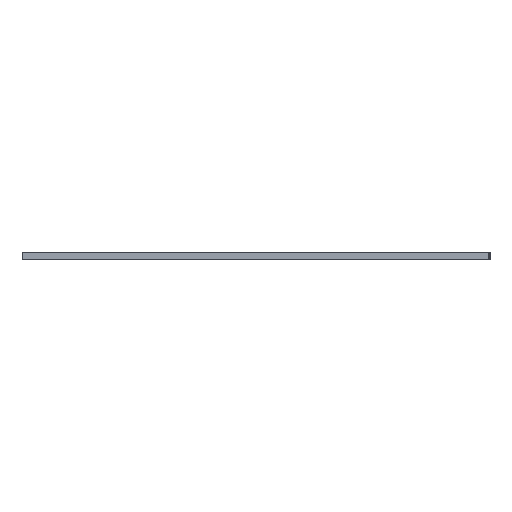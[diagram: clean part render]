
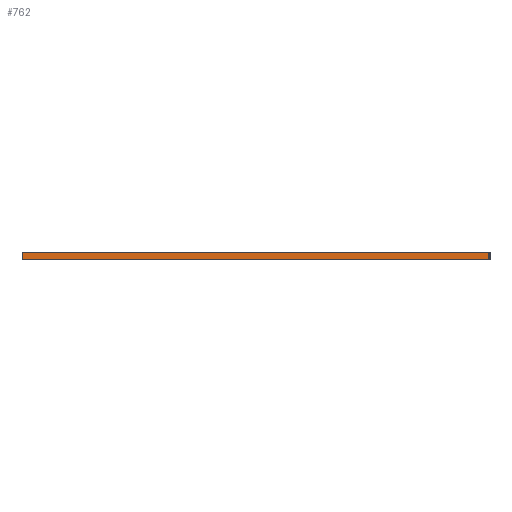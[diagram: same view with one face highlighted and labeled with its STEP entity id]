
A CAD part, front view. The second image highlights one B-rep face of the part: STEP entity #762.
In plain terms, the highlighted planar face has unit normal (0, -1, 0).
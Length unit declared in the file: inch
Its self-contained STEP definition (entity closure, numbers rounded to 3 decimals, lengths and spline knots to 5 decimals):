
#63=FACE_OUTER_BOUND('',#118,.T.);
#118=EDGE_LOOP('',(#621,#622,#623,#624));
#188=LINE('',#1122,#257);
#204=LINE('',#1196,#273);
#207=LINE('',#1202,#276);
#230=LINE('',#1288,#299);
#257=VECTOR('',#889,0.3937);
#273=VECTOR('',#949,0.3937);
#276=VECTOR('',#954,0.3937);
#299=VECTOR('',#1035,0.3937);
#326=VERTEX_POINT('',#1120);
#327=VERTEX_POINT('',#1121);
#363=VERTEX_POINT('',#1195);
#365=VERTEX_POINT('',#1201);
#400=EDGE_CURVE('',#326,#327,#188,.T.);
#437=EDGE_CURVE('',#327,#363,#204,.T.);
#440=EDGE_CURVE('',#363,#365,#207,.T.);
#484=EDGE_CURVE('',#365,#326,#230,.T.);
#621=ORIENTED_EDGE('',*,*,#440,.F.);
#622=ORIENTED_EDGE('',*,*,#437,.F.);
#623=ORIENTED_EDGE('',*,*,#400,.F.);
#624=ORIENTED_EDGE('',*,*,#484,.F.);
#739=PLANE('',#857);
#762=ADVANCED_FACE('',(#63),#739,.F.);
#857=AXIS2_PLACEMENT_3D('',#1289,#1036,#1037);
#889=DIRECTION('',(-1.,0.,0.));
#949=DIRECTION('',(0.,0.,1.));
#954=DIRECTION('',(1.,0.,0.));
#1035=DIRECTION('',(0.,0.,-1.));
#1036=DIRECTION('center_axis',(0.,1.,0.));
#1037=DIRECTION('ref_axis',(1.,0.,0.));
#1120=CARTESIAN_POINT('',(0.33465,0.01969,-0.15748));
#1121=CARTESIAN_POINT('',(-9.80315,0.01969,-0.15748));
#1122=CARTESIAN_POINT('',(-2.35728,0.01969,-0.15748));
#1195=CARTESIAN_POINT('',(-9.80315,0.01969,0.));
#1196=CARTESIAN_POINT('',(-9.80315,0.01969,-0.03937));
#1201=CARTESIAN_POINT('',(0.33465,0.01969,0.));
#1202=CARTESIAN_POINT('',(-2.35728,0.01969,0.));
#1288=CARTESIAN_POINT('',(0.33465,0.01969,0.));
#1289=CARTESIAN_POINT('Origin',(0.,0.01969,
0.));
